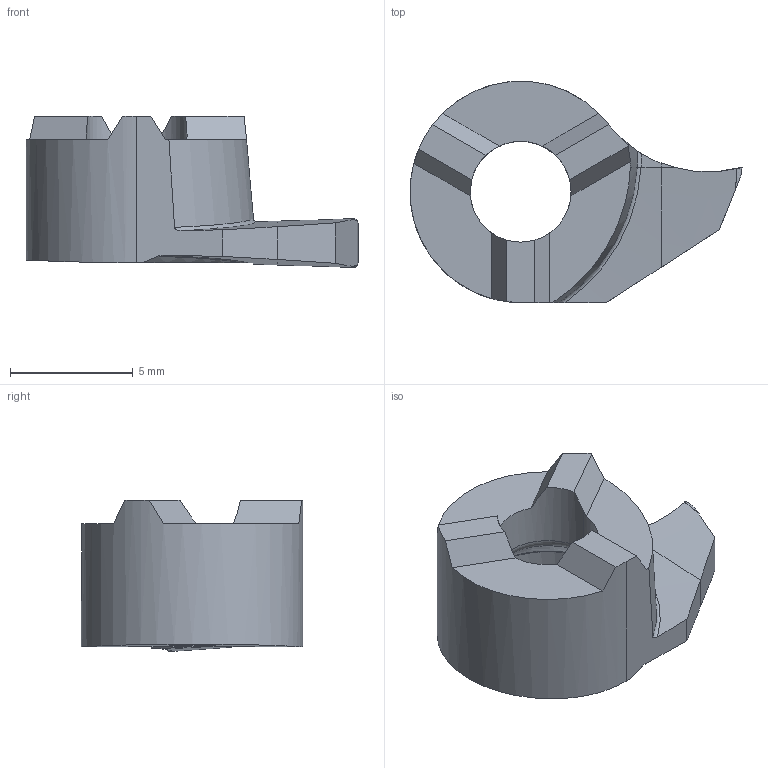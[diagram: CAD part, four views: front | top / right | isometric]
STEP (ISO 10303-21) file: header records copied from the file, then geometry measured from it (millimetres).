
FILE_DESCRIPTION(/* description */ (''),/* implementation_level */ '2;1');
FILE_NAME(/* name */ '1638005908030.stp',/* time_stamp */ '2021-11-27T15:08:43+06:00',/* author */ (''),/* organization */ ('SMS'),/* preprocessor_version */ 'ST-DEVELOPER v16.7',/* originating_system */ 'SIEMENS PLM Software NX 12.0',/* authorisation */ '');
FILE_SCHEMA (('AUTOMOTIVE_DESIGN { 1 0 10303 214 3 1 1 1 }'));
Length unit declared in the file: millimetre
Products named in the file (1): 203816356mod000_00
Bounding box: 13.5 x 9 x 6.15 mm (x, y, z)
Volume: 250.2 mm3; surface area: 393.6 mm2
Topology: 2 solids, 2 shells, 54 faces, 147 edges, 98 vertices
Faces by surface type: plane 22, bspline 18, cylinder 8, torus 4, cone 2
Entity records: 2184 total; most frequent: CARTESIAN_POINT 932, ORIENTED_EDGE 292, DIRECTION 201, EDGE_CURVE 146, VERTEX_POINT 94, AXIS2_PLACEMENT_3D 80, ADVANCED_FACE 54, FACE_OUTER_BOUND 54
